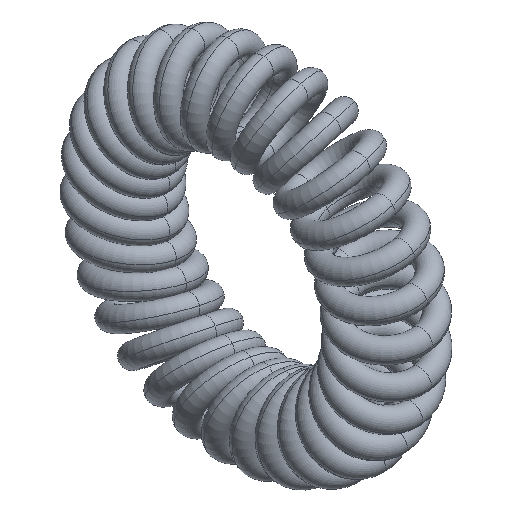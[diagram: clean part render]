
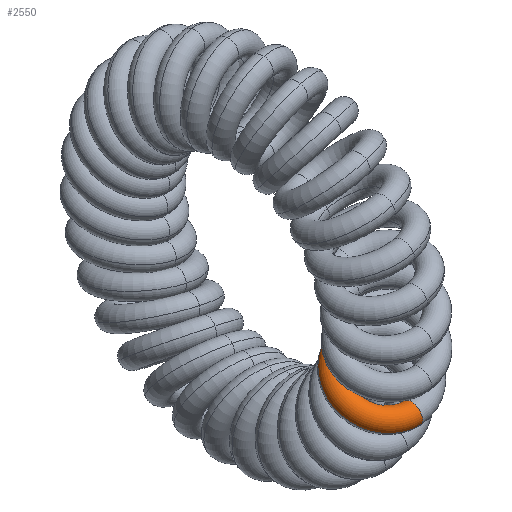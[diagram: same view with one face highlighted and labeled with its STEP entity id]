
A CAD part, isometric view. The second image highlights one B-rep face of the part: STEP entity #2550.
In plain terms, the highlighted toroidal (fillet/blend) face has major radius 0.235 mm and minor radius 0.067 mm.
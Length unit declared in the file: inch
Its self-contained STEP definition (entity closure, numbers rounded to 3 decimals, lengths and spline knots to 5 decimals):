
#86 = CARTESIAN_POINT ( 'NONE',  ( -0.001, -0.02449, -0.00468 ) ) ;
#127 = ORIENTED_EDGE ( 'NONE', *, *, #1969, .F. ) ;
#236 = CARTESIAN_POINT ( 'NONE',  ( -0.00094, -0.02673, -0.00608 ) ) ;
#304 = ORIENTED_EDGE ( 'NONE', *, *, #1748, .F. ) ;
#310 = DIRECTION ( 'NONE',  ( 0.159, 0., -0.987 ) ) ;
#331 = CARTESIAN_POINT ( 'NONE',  ( -0.00078, -0.03233, -0.00957 ) ) ;
#334 = ORIENTED_EDGE ( 'NONE', *, *, #2822, .T. ) ;
#356 = VERTEX_POINT ( 'NONE', #1205 ) ;
#458 = DIRECTION ( 'NONE',  ( 0.172, 0.525, -0.834 ) ) ;
#510 = CARTESIAN_POINT ( 'NONE',  ( -0.00078, -0.03233, -0.00957 ) ) ;
#538 = AXIS2_PLACEMENT_3D ( 'NONE', #331, #1314, #2617 ) ;
#627 = TOROIDAL_SURFACE ( 'NONE', #2118, 0.00925, 0.00265 ) ;
#657 = CIRCLE ( 'NONE', #1668, 0.0119 ) ;
#909 = VERTEX_POINT ( 'NONE', #1966 ) ;
#1040 = EDGE_CURVE ( 'NONE', #909, #3094, #1753, .T. ) ;
#1205 = CARTESIAN_POINT ( 'NONE',  ( -0.00049, -0.04243, -0.01587 ) ) ;
#1314 = DIRECTION ( 'NONE',  ( 0.172, 0.525, -0.834 ) ) ;
#1571 = DIRECTION ( 'NONE',  ( 0.985, -0.071, 0.159 ) ) ;
#1640 = AXIS2_PLACEMENT_3D ( 'NONE', #86, #2566, #1831 ) ;
#1668 = AXIS2_PLACEMENT_3D ( 'NONE', #510, #458, #2464 ) ;
#1748 = EDGE_CURVE ( 'NONE', #909, #356, #2560, .T. ) ;
#1753 = CIRCLE ( 'NONE', #538, 0.0066 ) ;
#1831 = DIRECTION ( 'NONE',  ( -0.159, 0., 0.987 ) ) ;
#1881 = AXIS2_PLACEMENT_3D ( 'NONE', #2811, #1571, #310 ) ;
#1914 = CIRCLE ( 'NONE', #1640, 0.00265 ) ;
#1945 = CARTESIAN_POINT ( 'NONE',  ( -0.00078, -0.03233, -0.00957 ) ) ;
#1966 = CARTESIAN_POINT ( 'NONE',  ( -0.00062, -0.03793, -0.01306 ) ) ;
#1969 = EDGE_CURVE ( 'NONE', #356, #2416, #657, .T. ) ;
#2118 = AXIS2_PLACEMENT_3D ( 'NONE', #1945, #2936, #2957 ) ;
#2176 = EDGE_LOOP ( 'NONE', ( #127, #304, #2563, #334 ) ) ;
#2416 = VERTEX_POINT ( 'NONE', #2639 ) ;
#2464 = DIRECTION ( 'NONE',  ( 0., 0.846, 0.533 ) ) ;
#2550 = ADVANCED_FACE ( 'NONE', ( #2900 ), #627, .T. ) ;
#2560 = CIRCLE ( 'NONE', #1881, 0.00265 ) ;
#2563 = ORIENTED_EDGE ( 'NONE', *, *, #1040, .T. ) ;
#2566 = DIRECTION ( 'NONE',  ( -0.985, 0.071, -0.159 ) ) ;
#2617 = DIRECTION ( 'NONE',  ( 0., 0.846, 0.533 ) ) ;
#2639 = CARTESIAN_POINT ( 'NONE',  ( -0.00107, -0.02224, -0.00328 ) ) ;
#2811 = CARTESIAN_POINT ( 'NONE',  ( -0.00055, -0.04018, -0.01447 ) ) ;
#2822 = EDGE_CURVE ( 'NONE', #3094, #2416, #1914, .T. ) ;
#2900 = FACE_OUTER_BOUND ( 'NONE', #2176, .T. ) ;
#2936 = DIRECTION ( 'NONE',  ( 0.172, 0.525, -0.834 ) ) ;
#2957 = DIRECTION ( 'NONE',  ( -0.024, 0.848, 0.529 ) ) ;
#3094 = VERTEX_POINT ( 'NONE', #236 ) ;
